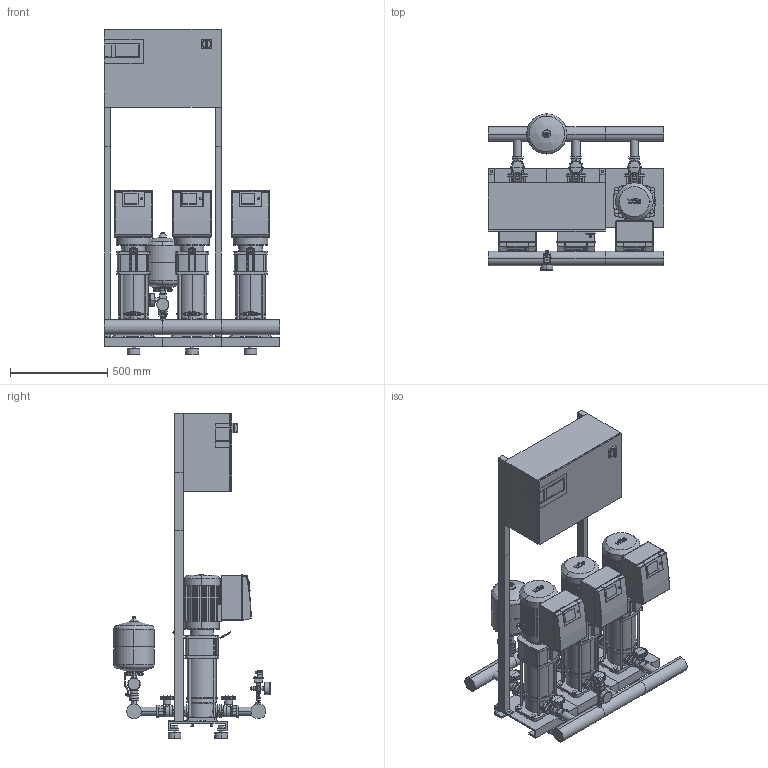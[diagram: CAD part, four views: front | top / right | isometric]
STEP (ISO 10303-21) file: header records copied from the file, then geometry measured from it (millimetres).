
FILE_DESCRIPTION((''),'2;1');
FILE_NAME('3d_COR-3HELIXVE604_K_CCE-01-2539327.stp','2015-10-02T14:57:16',(''),(''),'Mechanical Desktop 2009','Mechanical Desktop 2009',', , ');
FILE_SCHEMA(('CONFIG_CONTROL_DESIGN'));
Length unit declared in the file: millimetre
Products named in the file (1): Product
Bounding box: 900 x 802 x 1670 mm (x, y, z)
Volume: 155431881 mm3; surface area: 7694250.8 mm2
Topology: 155 solids, 155 shells, 4354 faces, 11024 edges, 7157 vertices
Faces by surface type: plane 1770, bspline 1246, cylinder 1119, cone 153, torus 50, sphere 16
Entity records: 142928 total; most frequent: CARTESIAN_POINT 39595, ORIENTED_EDGE 21936, DIRECTION 20154, EDGE_CURVE 10968, VERTEX_POINT 7150, VECTOR 6980, LINE 6980, AXIS2_PLACEMENT_3D 6587
